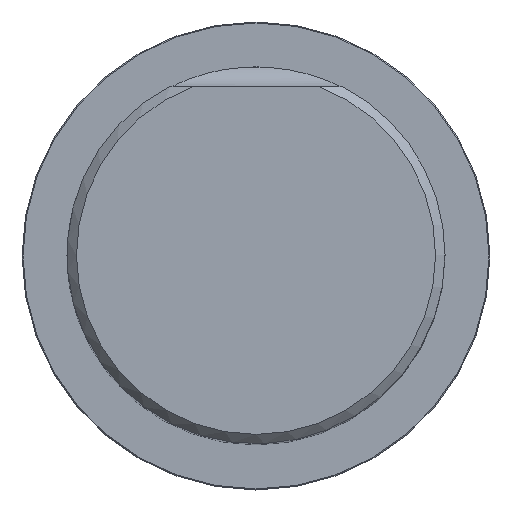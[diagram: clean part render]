
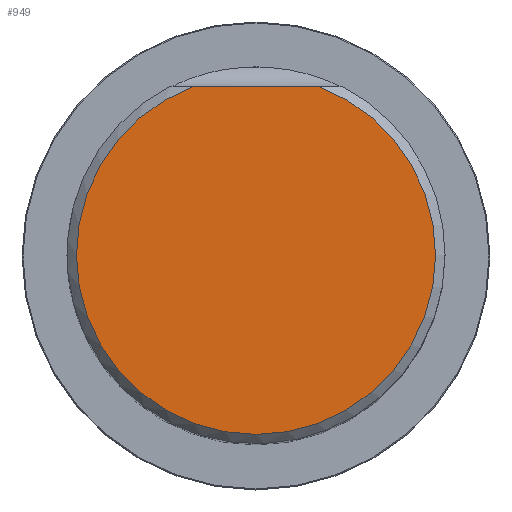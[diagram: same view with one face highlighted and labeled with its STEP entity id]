
A CAD part, top view. The second image highlights one B-rep face of the part: STEP entity #949.
In plain terms, the highlighted planar face has unit normal (0, 0, 1).
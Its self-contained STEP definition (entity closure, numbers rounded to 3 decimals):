
#281=PLANE('',#4878);
#417=LINE('',#7085,#657);
#657=VECTOR('',#5472,1.);
#949=ADVANCED_FACE('CU_SU_1',(#1274),#281,.T.);
#1274=FACE_OUTER_BOUND('',#1508,.T.);
#1508=EDGE_LOOP('',(#2200,#2201));
#1926=CIRCLE('',#4877,18.996);
#2200=ORIENTED_EDGE('',*,*,#3933,.F.);
#2201=ORIENTED_EDGE('',*,*,#3934,.F.);
#3460=VERTEX_POINT('',#7083);
#3461=VERTEX_POINT('',#7084);
#3933=EDGE_CURVE('',#3460,#3461,#1926,.T.);
#3934=EDGE_CURVE('',#3461,#3460,#417,.T.);
#4877=AXIS2_PLACEMENT_3D('',#7082,#5470,#5471);
#4878=AXIS2_PLACEMENT_3D('',#7086,#5473,#5474);
#5470=DIRECTION('',(0.,0.,-1.));
#5471=DIRECTION('',(1.,0.,0.));
#5472=DIRECTION('',(1.,0.,0.));
#5473=DIRECTION('',(0.,0.,1.));
#5474=DIRECTION('',(1.,0.,0.));
#7082=CARTESIAN_POINT('',(0.,0.,70.));
#7083=CARTESIAN_POINT('',(6.623,17.804,70.));
#7084=CARTESIAN_POINT('',(-6.623,17.804,70.));
#7085=CARTESIAN_POINT('',(-50.,17.804,70.));
#7086=CARTESIAN_POINT('',(0.,0.,70.));
